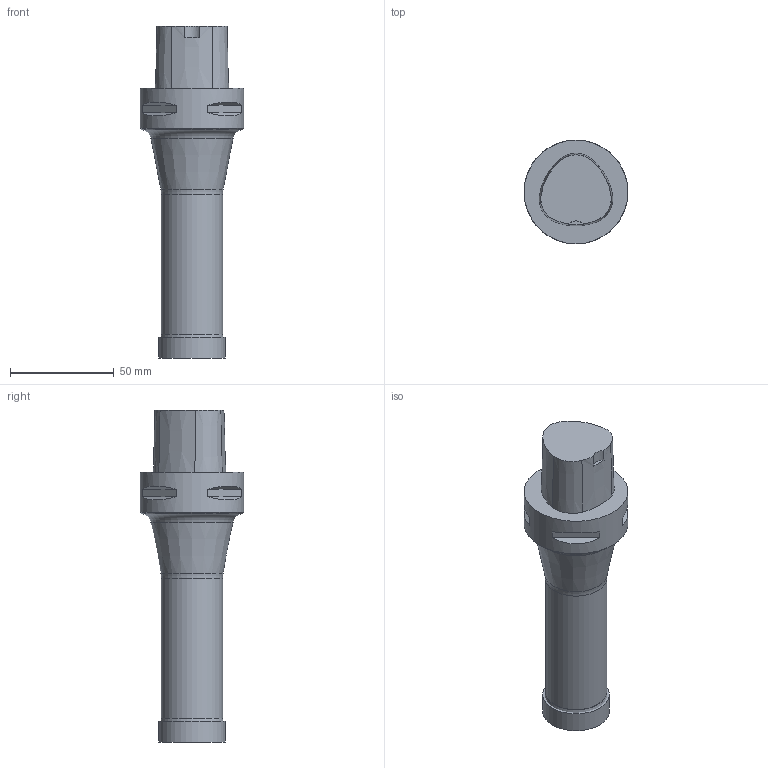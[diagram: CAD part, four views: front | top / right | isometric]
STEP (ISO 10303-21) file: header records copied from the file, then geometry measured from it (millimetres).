
FILE_DESCRIPTION(/* description */ ('3-D model version:1'),/* implementation_level */ '2;1');
FILE_NAME(/* name */ 'M-32C5-39011C09D07',/* time_stamp */ '2015-12-01T12:33:08+01:00',/* author */ ('InteractiveCad'),/* organization */ ('AB Sandvik Coromant'),/* preprocessor_version */ 'ST-DEVELOPER v15',/* originating_system */ 'SIEMENS PLM Software NX 8.5',/* authorisation */ '');
FILE_SCHEMA (('AP203_CONFIGURATION_CONTROLLED_3D_DESIGN_OF_MECHANICAL_PARTS_AND_ASSEMBLIES_MIM_LF { 1 0 10303 403 2 1 2}'));
Length unit declared in the file: millimetre
Products named in the file (1): M_32C5_39011C09D07_SIM
Bounding box: 50 x 50 x 160 mm (x, y, z)
Volume: 156275.4 mm3; surface area: 23079.3 mm2
Topology: 2 solids, 2 shells, 45 faces, 90 edges, 56 vertices
Faces by surface type: plane 20, cone 12, torus 8, cylinder 5
Full cylindrical faces by diameter (mm): 16.55 x1, 29.513 x1, 32 x1, 50 x1
Entity records: 1182 total; most frequent: DIRECTION 208, CARTESIAN_POINT 178, ORIENTED_EDGE 142, AXIS2_PLACEMENT_3D 93, EDGE_LOOP 72, EDGE_CURVE 71, VERTEX_POINT 55, FACE_BOUND 50
